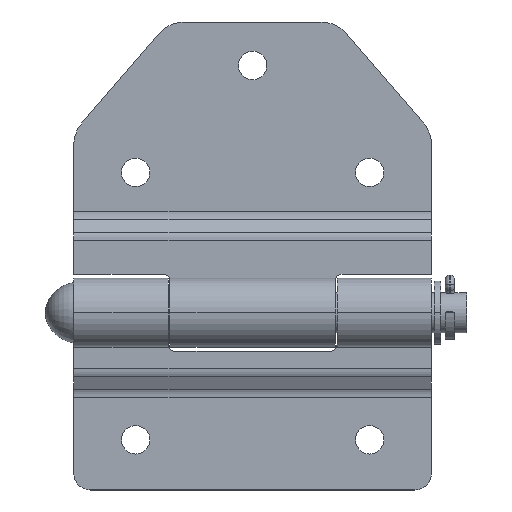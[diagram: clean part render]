
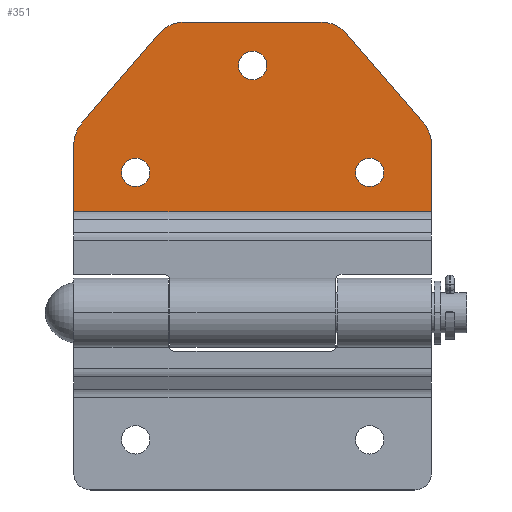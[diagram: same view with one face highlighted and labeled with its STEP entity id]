
A CAD part, top view. The second image highlights one B-rep face of the part: STEP entity #351.
In plain terms, the highlighted planar face has unit normal (0, 0, 1).
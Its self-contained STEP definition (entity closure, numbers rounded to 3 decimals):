
#119 = VERTEX_POINT ( 'NONE', #2663 ) ;
#128 = EDGE_CURVE ( 'NONE', #196, #129, #2742, .T. ) ;
#129 = VERTEX_POINT ( 'NONE', #2738 ) ;
#164 = EDGE_CURVE ( 'NONE', #184, #171, #2801, .T. ) ;
#171 = VERTEX_POINT ( 'NONE', #2492 ) ;
#181 = EDGE_CURVE ( 'NONE', #182, #183, #2457, .T. ) ;
#182 = VERTEX_POINT ( 'NONE', #2534 ) ;
#183 = VERTEX_POINT ( 'NONE', #2533 ) ;
#184 = VERTEX_POINT ( 'NONE', #2531 ) ;
#187 = VERTEX_POINT ( 'NONE', #2524 ) ;
#196 = VERTEX_POINT ( 'NONE', #2410 ) ;
#224 = EDGE_CURVE ( 'NONE', #187, #244, #3269, .T. ) ;
#244 = VERTEX_POINT ( 'NONE', #3046 ) ;
#255 = EDGE_CURVE ( 'NONE', #1908, #119, #3207, .T. ) ;
#300 = EDGE_LOOP ( 'NONE', ( #419, #422 ) ) ;
#302 = EDGE_CURVE ( 'NONE', #420, #421, #3003, .T. ) ;
#309 = ORIENTED_EDGE ( 'NONE', *, *, #310, .F. ) ;
#310 = EDGE_CURVE ( 'NONE', #360, #327, #2990, .T. ) ;
#311 = ORIENTED_EDGE ( 'NONE', *, *, #312, .F. ) ;
#312 = EDGE_CURVE ( 'NONE', #119, #1908, #2983, .T. ) ;
#318 = ORIENTED_EDGE ( 'NONE', *, *, #319, .F. ) ;
#319 = EDGE_CURVE ( 'NONE', #171, #184, #3151, .T. ) ;
#320 = ORIENTED_EDGE ( 'NONE', *, *, #321, .T. ) ;
#321 = EDGE_CURVE ( 'NONE', #357, #322, #3141, .T. ) ;
#322 = VERTEX_POINT ( 'NONE', #3134 ) ;
#323 = ORIENTED_EDGE ( 'NONE', *, *, #368, .T. ) ;
#324 = ORIENTED_EDGE ( 'NONE', *, *, #181, .T. ) ;
#327 = VERTEX_POINT ( 'NONE', #3132 ) ;
#328 = ORIENTED_EDGE ( 'NONE', *, *, #329, .T. ) ;
#329 = EDGE_CURVE ( 'NONE', #360, #182, #3129, .T. ) ;
#332 = EDGE_CURVE ( 'NONE', #129, #183, #2947, .T. ) ;
#333 = ORIENTED_EDGE ( 'NONE', *, *, #128, .F. ) ;
#351 = ADVANCED_FACE ( 'NONE', ( #3474, #3439, #3437, #3478 ), #3490, .F. ) ;
#353 = ORIENTED_EDGE ( 'NONE', *, *, #332, .F. ) ;
#354 = EDGE_LOOP ( 'NONE', ( #318, #358 ) ) ;
#355 = ORIENTED_EDGE ( 'NONE', *, *, #356, .T. ) ;
#356 = EDGE_CURVE ( 'NONE', #196, #357, #3482, .T. ) ;
#357 = VERTEX_POINT ( 'NONE', #3477 ) ;
#358 = ORIENTED_EDGE ( 'NONE', *, *, #164, .F. ) ;
#359 = EDGE_LOOP ( 'NONE', ( #309, #328, #324, #353, #333, #355, #320, #323, #436, #437 ) ) ;
#360 = VERTEX_POINT ( 'NONE', #3476 ) ;
#368 = EDGE_CURVE ( 'NONE', #322, #420, #3488, .T. ) ;
#392 = ORIENTED_EDGE ( 'NONE', *, *, #255, .F. ) ;
#393 = EDGE_CURVE ( 'NONE', #244, #187, #3402, .T. ) ;
#419 = ORIENTED_EDGE ( 'NONE', *, *, #393, .F. ) ;
#420 = VERTEX_POINT ( 'NONE', #3339 ) ;
#421 = VERTEX_POINT ( 'NONE', #3338 ) ;
#422 = ORIENTED_EDGE ( 'NONE', *, *, #224, .F. ) ;
#423 = EDGE_LOOP ( 'NONE', ( #311, #392 ) ) ;
#436 = ORIENTED_EDGE ( 'NONE', *, *, #302, .T. ) ;
#437 = ORIENTED_EDGE ( 'NONE', *, *, #438, .T. ) ;
#438 = EDGE_CURVE ( 'NONE', #421, #327, #3382, .T. ) ;
#892 = CARTESIAN_POINT ( 'NONE',  ( 30.75, 42., -9.5 ) ) ;
#1908 = VERTEX_POINT ( 'NONE', #892 ) ;
#2410 = CARTESIAN_POINT ( 'NONE',  ( 53.5, 50.28, -9.5 ) ) ;
#2457 = LINE ( 'NONE', #2540, #2537 ) ;
#2492 = CARTESIAN_POINT ( 'NONE',  ( 4.25, 74., -9.5 ) ) ;
#2524 = CARTESIAN_POINT ( 'NONE',  ( -39.25, 42., -9.5 ) ) ;
#2531 = CARTESIAN_POINT ( 'NONE',  ( -4.25, 74., -9.5 ) ) ;
#2533 = CARTESIAN_POINT ( 'NONE',  ( -53.5, 30.25, -9.5 ) ) ;
#2534 = CARTESIAN_POINT ( 'NONE',  ( -53.5, 50.28, -9.5 ) ) ;
#2536 = DIRECTION ( 'NONE',  ( 0., -1., 0. ) ) ;
#2537 = VECTOR ( 'NONE', #2536, 1000. ) ;
#2540 = CARTESIAN_POINT ( 'NONE',  ( -53.5, 30.25, -9.5 ) ) ;
#2663 = CARTESIAN_POINT ( 'NONE',  ( 39.25, 42., -9.5 ) ) ;
#2738 = CARTESIAN_POINT ( 'NONE',  ( 53.5, 30.25, -9.5 ) ) ;
#2739 = DIRECTION ( 'NONE',  ( 0., -1., 0. ) ) ;
#2740 = VECTOR ( 'NONE', #2739, 1000. ) ;
#2741 = CARTESIAN_POINT ( 'NONE',  ( 53.5, 30.25, -9.5 ) ) ;
#2742 = LINE ( 'NONE', #2741, #2740 ) ;
#2797 = DIRECTION ( 'NONE',  ( 1., 0., 0. ) ) ;
#2798 = DIRECTION ( 'NONE',  ( 0., 0., 1. ) ) ;
#2799 = CARTESIAN_POINT ( 'NONE',  ( 0., 74., -9.5 ) ) ;
#2800 = AXIS2_PLACEMENT_3D ( 'NONE', #2799, #2798, #2797 ) ;
#2801 = CIRCLE ( 'NONE', #2800, 4.25 ) ;
#2944 = DIRECTION ( 'NONE',  ( -1., 0., 0. ) ) ;
#2945 = VECTOR ( 'NONE', #2944, 1000. ) ;
#2946 = CARTESIAN_POINT ( 'NONE',  ( 53.5, 30.25, -9.5 ) ) ;
#2947 = LINE ( 'NONE', #2946, #2945 ) ;
#2979 = DIRECTION ( 'NONE',  ( 1., 0., 0. ) ) ;
#2980 = DIRECTION ( 'NONE',  ( 0., 0., 1. ) ) ;
#2981 = CARTESIAN_POINT ( 'NONE',  ( 35., 42., -9.5 ) ) ;
#2982 = AXIS2_PLACEMENT_3D ( 'NONE', #2981, #2980, #2979 ) ;
#2983 = CIRCLE ( 'NONE', #2982, 4.25 ) ;
#2987 = DIRECTION ( 'NONE',  ( 0.654, 0.757, 0. ) ) ;
#2988 = VECTOR ( 'NONE', #2987, 1000. ) ;
#2989 = CARTESIAN_POINT ( 'NONE',  ( -25., 87., -9.5 ) ) ;
#2990 = LINE ( 'NONE', #2989, #2988 ) ;
#3000 = DIRECTION ( 'NONE',  ( -1., 0., 0. ) ) ;
#3001 = VECTOR ( 'NONE', #3000, 1000. ) ;
#3002 = CARTESIAN_POINT ( 'NONE',  ( 53.5, 87., -9.5 ) ) ;
#3003 = LINE ( 'NONE', #3002, #3001 ) ;
#3046 = CARTESIAN_POINT ( 'NONE',  ( -30.75, 42., -9.5 ) ) ;
#3125 = DIRECTION ( 'NONE',  ( -1., 0., 0. ) ) ;
#3126 = DIRECTION ( 'NONE',  ( 0., 0., 1. ) ) ;
#3127 = CARTESIAN_POINT ( 'NONE',  ( -43.5, 50.28, -9.5 ) ) ;
#3128 = AXIS2_PLACEMENT_3D ( 'NONE', #3127, #3126, #3125 ) ;
#3129 = CIRCLE ( 'NONE', #3128, 10. ) ;
#3132 = CARTESIAN_POINT ( 'NONE',  ( -27.991, 83.536, -9.5 ) ) ;
#3134 = CARTESIAN_POINT ( 'NONE',  ( 27.991, 83.536, -9.5 ) ) ;
#3135 = DIRECTION ( 'NONE',  ( -0.654, 0.757, 0. ) ) ;
#3137 = VECTOR ( 'NONE', #3135, 1000. ) ;
#3139 = CARTESIAN_POINT ( 'NONE',  ( 25., 87., -9.5 ) ) ;
#3141 = LINE ( 'NONE', #3139, #3137 ) ;
#3144 = DIRECTION ( 'NONE',  ( 1., 0., 0. ) ) ;
#3146 = DIRECTION ( 'NONE',  ( 0., 0., 1. ) ) ;
#3149 = CARTESIAN_POINT ( 'NONE',  ( 0., 74., -9.5 ) ) ;
#3150 = AXIS2_PLACEMENT_3D ( 'NONE', #3149, #3146, #3144 ) ;
#3151 = CIRCLE ( 'NONE', #3150, 4.25 ) ;
#3202 = DIRECTION ( 'NONE',  ( 1., 0., 0. ) ) ;
#3203 = DIRECTION ( 'NONE',  ( 0., 0., 1. ) ) ;
#3204 = CARTESIAN_POINT ( 'NONE',  ( 35., 42., -9.5 ) ) ;
#3205 = AXIS2_PLACEMENT_3D ( 'NONE', #3204, #3203, #3202 ) ;
#3207 = CIRCLE ( 'NONE', #3205, 4.25 ) ;
#3262 = DIRECTION ( 'NONE',  ( 1., 0., 0. ) ) ;
#3264 = DIRECTION ( 'NONE',  ( 0., 0., 1. ) ) ;
#3265 = CARTESIAN_POINT ( 'NONE',  ( -35., 42., -9.5 ) ) ;
#3266 = AXIS2_PLACEMENT_3D ( 'NONE', #3265, #3264, #3262 ) ;
#3269 = CIRCLE ( 'NONE', #3266, 4.25 ) ;
#3338 = CARTESIAN_POINT ( 'NONE',  ( -20.423, 87., -9.5 ) ) ;
#3339 = CARTESIAN_POINT ( 'NONE',  ( 20.423, 87., -9.5 ) ) ;
#3378 = DIRECTION ( 'NONE',  ( -1., 0., 0. ) ) ;
#3379 = DIRECTION ( 'NONE',  ( 0., 0., 1. ) ) ;
#3380 = CARTESIAN_POINT ( 'NONE',  ( -20.423, 77., -9.5 ) ) ;
#3381 = AXIS2_PLACEMENT_3D ( 'NONE', #3380, #3379, #3378 ) ;
#3382 = CIRCLE ( 'NONE', #3381, 10. ) ;
#3398 = DIRECTION ( 'NONE',  ( -1., 0., 0. ) ) ;
#3399 = DIRECTION ( 'NONE',  ( 0., 0., 1. ) ) ;
#3400 = CARTESIAN_POINT ( 'NONE',  ( 43.5, 50.28, -9.5 ) ) ;
#3401 = AXIS2_PLACEMENT_3D ( 'NONE', #3400, #3399, #3398 ) ;
#3402 = CIRCLE ( 'NONE', #3587, 4.25 ) ;
#3437 = FACE_BOUND ( 'NONE', #354, .T. ) ;
#3439 = FACE_BOUND ( 'NONE', #423, .T. ) ;
#3465 = DIRECTION ( 'NONE',  ( -1., 0., 0. ) ) ;
#3466 = DIRECTION ( 'NONE',  ( 0., 0., -1. ) ) ;
#3473 = DIRECTION ( 'NONE',  ( -1., 0., 0. ) ) ;
#3474 = FACE_BOUND ( 'NONE', #300, .T. ) ;
#3476 = CARTESIAN_POINT ( 'NONE',  ( -51.068, 56.816, -9.5 ) ) ;
#3477 = CARTESIAN_POINT ( 'NONE',  ( 51.068, 56.816, -9.5 ) ) ;
#3478 = FACE_OUTER_BOUND ( 'NONE', #359, .T. ) ;
#3482 = CIRCLE ( 'NONE', #3401, 10. ) ;
#3486 = DIRECTION ( 'NONE',  ( 0., 0., 1. ) ) ;
#3487 = AXIS2_PLACEMENT_3D ( 'NONE', #3536, #3486, #3473 ) ;
#3488 = CIRCLE ( 'NONE', #3487, 10. ) ;
#3490 = PLANE ( 'NONE',  #3492 ) ;
#3491 = CARTESIAN_POINT ( 'NONE',  ( 53.5, 30.25, -9.5 ) ) ;
#3492 = AXIS2_PLACEMENT_3D ( 'NONE', #3491, #3466, #3465 ) ;
#3536 = CARTESIAN_POINT ( 'NONE',  ( 20.423, 77., -9.5 ) ) ;
#3583 = DIRECTION ( 'NONE',  ( 1., 0., 0. ) ) ;
#3584 = DIRECTION ( 'NONE',  ( 0., 0., 1. ) ) ;
#3586 = CARTESIAN_POINT ( 'NONE',  ( -35., 42., -9.5 ) ) ;
#3587 = AXIS2_PLACEMENT_3D ( 'NONE', #3586, #3584, #3583 ) ;
